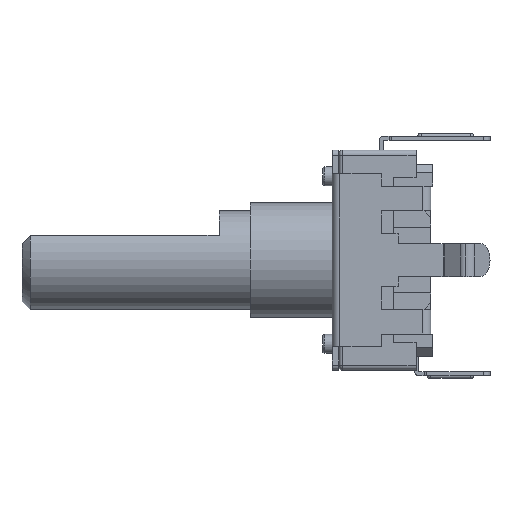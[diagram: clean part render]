
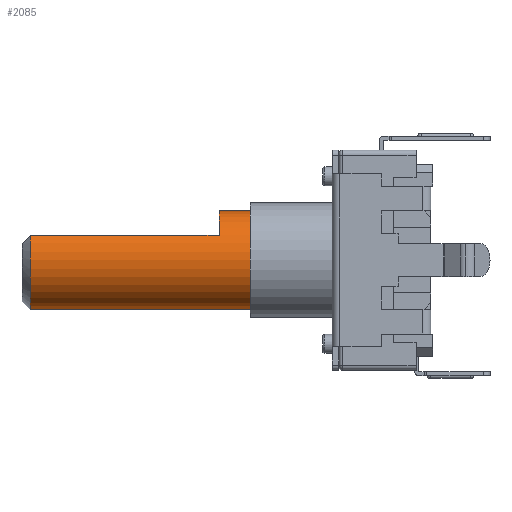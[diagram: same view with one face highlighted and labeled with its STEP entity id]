
A CAD part, left-side view. The second image highlights one B-rep face of the part: STEP entity #2085.
In plain terms, the highlighted cylindrical face has radius 3 mm (diameter 6 mm), a partial arc.
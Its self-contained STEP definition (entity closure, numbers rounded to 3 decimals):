
#28 = DIRECTION ( 'NONE',  ( 0., -1., 0. ) ) ;
#63 = ORIENTED_EDGE ( 'NONE', *, *, #9804, .T. ) ;
#96 = CARTESIAN_POINT ( 'NONE',  ( 0., 25., 3. ) ) ;
#261 = CARTESIAN_POINT ( 'NONE',  ( -2.598, 13., 1.5 ) ) ;
#433 = CARTESIAN_POINT ( 'NONE',  ( 0., 13., 3. ) ) ;
#871 = EDGE_LOOP ( 'NONE', ( #7366, #10457, #3833, #1721, #63, #7085 ) ) ;
#1721 = ORIENTED_EDGE ( 'NONE', *, *, #4155, .T. ) ;
#1750 = DIRECTION ( 'NONE',  ( 0., 1., 0. ) ) ;
#2085 = ADVANCED_FACE ( 'NONE', ( #7340 ), #7695, .T. ) ;
#3012 = CARTESIAN_POINT ( 'NONE',  ( -2.598, 24.5, 1.5 ) ) ;
#3067 = CARTESIAN_POINT ( 'NONE',  ( 0., 11.1, 3. ) ) ;
#3811 = VERTEX_POINT ( 'NONE', #3067 ) ;
#3833 = ORIENTED_EDGE ( 'NONE', *, *, #7553, .T. ) ;
#3883 = VERTEX_POINT ( 'NONE', #3908 ) ;
#3908 = CARTESIAN_POINT ( 'NONE',  ( 0., 24.5, -3. ) ) ;
#4002 = CARTESIAN_POINT ( 'NONE',  ( 0., 11.1, 0. ) ) ;
#4155 = EDGE_CURVE ( 'NONE', #4810, #3883, #6583, .T. ) ;
#4331 = EDGE_CURVE ( 'NONE', #5679, #3811, #5064, .T. ) ;
#4377 = LINE ( 'NONE', #8760, #7730 ) ;
#4502 = DIRECTION ( 'NONE',  ( 0., 0., -1. ) ) ;
#4654 = DIRECTION ( 'NONE',  ( 0., 0., 1. ) ) ;
#4713 = DIRECTION ( 'NONE',  ( 0., 0., 1. ) ) ;
#4810 = VERTEX_POINT ( 'NONE', #3012 ) ;
#4891 = CIRCLE ( 'NONE', #9842, 3. ) ;
#4990 = DIRECTION ( 'NONE',  ( 0., 1., 0. ) ) ;
#4999 = EDGE_CURVE ( 'NONE', #9671, #3811, #6323, .T. ) ;
#5064 = LINE ( 'NONE', #96, #8501 ) ;
#5675 = VECTOR ( 'NONE', #4990, 1000. ) ;
#5679 = VERTEX_POINT ( 'NONE', #433 ) ;
#5861 = AXIS2_PLACEMENT_3D ( 'NONE', #10188, #9408, #4502 ) ;
#5966 = AXIS2_PLACEMENT_3D ( 'NONE', #4002, #1750, #4713 ) ;
#6323 = CIRCLE ( 'NONE', #5966, 3. ) ;
#6489 = DIRECTION ( 'NONE',  ( 0., 1., 0. ) ) ;
#6583 = CIRCLE ( 'NONE', #9823, 3. ) ;
#7085 = ORIENTED_EDGE ( 'NONE', *, *, #4999, .T. ) ;
#7236 = CARTESIAN_POINT ( 'NONE',  ( 0., 11.1, -3. ) ) ;
#7340 = FACE_OUTER_BOUND ( 'NONE', #871, .T. ) ;
#7366 = ORIENTED_EDGE ( 'NONE', *, *, #4331, .F. ) ;
#7488 = CARTESIAN_POINT ( 'NONE',  ( -2.598, 13., 1.5 ) ) ;
#7553 = EDGE_CURVE ( 'NONE', #10570, #4810, #9302, .T. ) ;
#7695 = CYLINDRICAL_SURFACE ( 'NONE', #5861, 3. ) ;
#7730 = VECTOR ( 'NONE', #7789, 1000. ) ;
#7789 = DIRECTION ( 'NONE',  ( 0., -1., 0. ) ) ;
#8023 = DIRECTION ( 'NONE',  ( 0., -1., 0. ) ) ;
#8501 = VECTOR ( 'NONE', #28, 1000. ) ;
#8628 = CARTESIAN_POINT ( 'NONE',  ( 0., 13., 0. ) ) ;
#8760 = CARTESIAN_POINT ( 'NONE',  ( 0., 25., -3. ) ) ;
#9302 = LINE ( 'NONE', #261, #5675 ) ;
#9408 = DIRECTION ( 'NONE',  ( 0., -1., 0. ) ) ;
#9671 = VERTEX_POINT ( 'NONE', #7236 ) ;
#9804 = EDGE_CURVE ( 'NONE', #3883, #9671, #4377, .T. ) ;
#9823 = AXIS2_PLACEMENT_3D ( 'NONE', #10090, #8023, #9859 ) ;
#9842 = AXIS2_PLACEMENT_3D ( 'NONE', #8628, #6489, #4654 ) ;
#9859 = DIRECTION ( 'NONE',  ( 0., 0., 1. ) ) ;
#10040 = EDGE_CURVE ( 'NONE', #10570, #5679, #4891, .T. ) ;
#10090 = CARTESIAN_POINT ( 'NONE',  ( 0., 24.5, 0. ) ) ;
#10188 = CARTESIAN_POINT ( 'NONE',  ( 0., 25., 0. ) ) ;
#10457 = ORIENTED_EDGE ( 'NONE', *, *, #10040, .F. ) ;
#10570 = VERTEX_POINT ( 'NONE', #7488 ) ;
